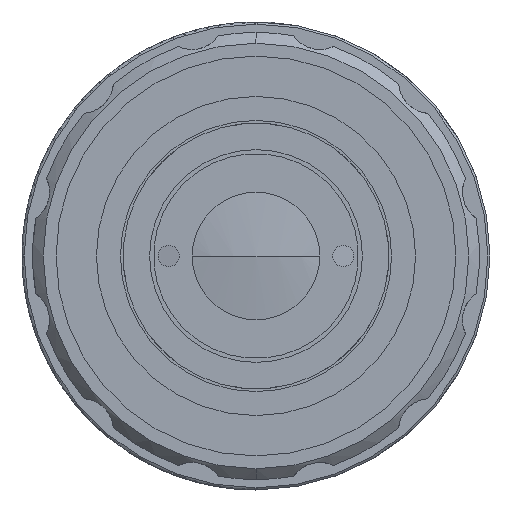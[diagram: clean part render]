
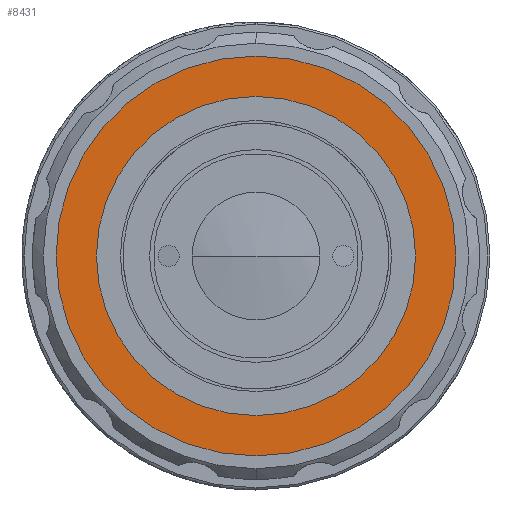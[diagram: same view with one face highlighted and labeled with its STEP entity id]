
A CAD part, left-side view. The second image highlights one B-rep face of the part: STEP entity #8431.
In plain terms, the highlighted planar face has unit normal (-1, 0, 0).
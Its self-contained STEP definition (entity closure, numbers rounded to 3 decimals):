
#43 = EDGE_CURVE ( 'NONE', #9399, #22952, #7040, .T. ) ;
#1178 = CARTESIAN_POINT ( 'NONE',  ( 2.082, 0., 0. ) ) ;
#1398 = DIRECTION ( 'NONE',  ( 0., 0., 1. ) ) ;
#1825 = ORIENTED_EDGE ( 'NONE', *, *, #43, .F. ) ;
#1900 = DIRECTION ( 'NONE',  ( -1., 0., 0. ) ) ;
#2595 = ORIENTED_EDGE ( 'NONE', *, *, #3904, .T. ) ;
#3048 = DIRECTION ( 'NONE',  ( -1., 0., 0. ) ) ;
#3117 = DIRECTION ( 'NONE',  ( 0., 0., 1. ) ) ;
#3851 = DIRECTION ( 'NONE',  ( 0., 0., 1. ) ) ;
#3904 = EDGE_CURVE ( 'NONE', #8754, #18359, #18495, .T. ) ;
#5437 = FACE_OUTER_BOUND ( 'NONE', #14910, .T. ) ;
#7040 = CIRCLE ( 'NONE', #23466, 14.5 ) ;
#7250 = PLANE ( 'NONE',  #10629 ) ;
#8431 = ADVANCED_FACE ( 'NONE', ( #5437, #10551 ), #7250, .F. ) ;
#8754 = VERTEX_POINT ( 'NONE', #21998 ) ;
#8902 = CIRCLE ( 'NONE', #19884, 14.5 ) ;
#9399 = VERTEX_POINT ( 'NONE', #14144 ) ;
#10009 = CARTESIAN_POINT ( 'NONE',  ( 2.082, 15., 0. ) ) ;
#10551 = FACE_BOUND ( 'NONE', #14954, .T. ) ;
#10629 = AXIS2_PLACEMENT_3D ( 'NONE', #10009, #21979, #13564 ) ;
#11216 = EDGE_CURVE ( 'NONE', #18359, #8754, #17358, .T. ) ;
#13564 = DIRECTION ( 'NONE',  ( 0., 0., -1. ) ) ;
#14081 = ORIENTED_EDGE ( 'NONE', *, *, #19170, .F. ) ;
#14144 = CARTESIAN_POINT ( 'NONE',  ( 2.082, 0., 14.5 ) ) ;
#14566 = CARTESIAN_POINT ( 'NONE',  ( 2.082, 0., 0. ) ) ;
#14648 = DIRECTION ( 'NONE',  ( -1., 0., 0. ) ) ;
#14910 = EDGE_LOOP ( 'NONE', ( #2595, #18384 ) ) ;
#14954 = EDGE_LOOP ( 'NONE', ( #1825, #14081 ) ) ;
#15377 = CARTESIAN_POINT ( 'NONE',  ( 2.082, 0., 0. ) ) ;
#16384 = AXIS2_PLACEMENT_3D ( 'NONE', #18517, #24510, #1398 ) ;
#16523 = DIRECTION ( 'NONE',  ( 0., 0., 1. ) ) ;
#17358 = CIRCLE ( 'NONE', #22083, 18.8 ) ;
#18122 = CARTESIAN_POINT ( 'NONE',  ( 2.082, 0., -14.5 ) ) ;
#18359 = VERTEX_POINT ( 'NONE', #20432 ) ;
#18384 = ORIENTED_EDGE ( 'NONE', *, *, #11216, .T. ) ;
#18495 = CIRCLE ( 'NONE', #16384, 18.8 ) ;
#18517 = CARTESIAN_POINT ( 'NONE',  ( 2.082, 0., 0. ) ) ;
#19170 = EDGE_CURVE ( 'NONE', #22952, #9399, #8902, .T. ) ;
#19884 = AXIS2_PLACEMENT_3D ( 'NONE', #14566, #3048, #16523 ) ;
#20432 = CARTESIAN_POINT ( 'NONE',  ( 2.082, 0., -18.8 ) ) ;
#21979 = DIRECTION ( 'NONE',  ( 1., 0., 0. ) ) ;
#21998 = CARTESIAN_POINT ( 'NONE',  ( 2.082, 0., 18.8 ) ) ;
#22083 = AXIS2_PLACEMENT_3D ( 'NONE', #1178, #14648, #3117 ) ;
#22952 = VERTEX_POINT ( 'NONE', #18122 ) ;
#23466 = AXIS2_PLACEMENT_3D ( 'NONE', #15377, #1900, #3851 ) ;
#24510 = DIRECTION ( 'NONE',  ( -1., 0., 0. ) ) ;
